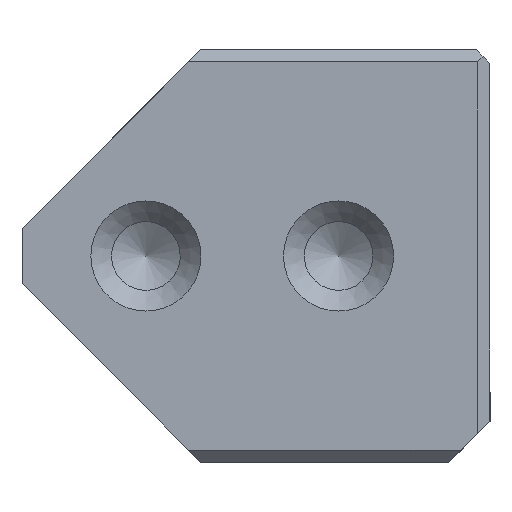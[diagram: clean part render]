
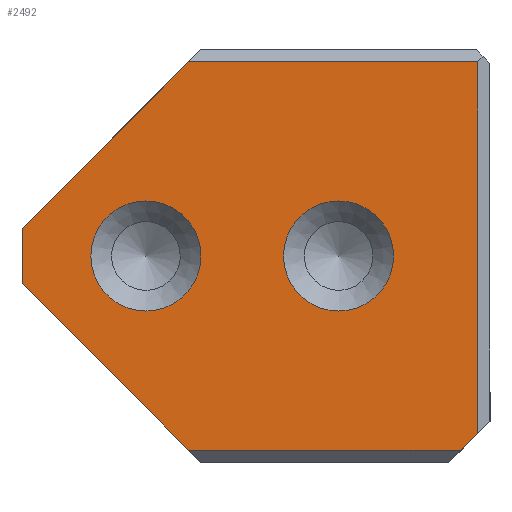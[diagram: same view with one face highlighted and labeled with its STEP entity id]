
A CAD part, left-side view. The second image highlights one B-rep face of the part: STEP entity #2492.
In plain terms, the highlighted planar face has unit normal (-1, 0, 0).
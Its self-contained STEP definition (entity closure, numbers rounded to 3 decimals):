
#2492=ADVANCED_FACE('',(#3501,#3502,#3503),#2909,.T.);
#2909=PLANE('',#9155);
#3162=CIRCLE('',#9153,2.);
#3163=CIRCLE('',#9154,2.);
#3501=FACE_BOUND('',#3814,.T.);
#3502=FACE_BOUND('',#3815,.T.);
#3503=FACE_BOUND('',#3816,.T.);
#3814=EDGE_LOOP('',(#4623));
#3815=EDGE_LOOP('',(#4624));
#3816=EDGE_LOOP('',(#4625,#4626,#4627,#4628,#4629,#4630,#4631));
#4623=ORIENTED_EDGE('',*,*,#7183,.T.);
#4624=ORIENTED_EDGE('',*,*,#7184,.T.);
#4625=ORIENTED_EDGE('',*,*,#7185,.T.);
#4626=ORIENTED_EDGE('',*,*,#7186,.T.);
#4627=ORIENTED_EDGE('',*,*,#7187,.T.);
#4628=ORIENTED_EDGE('',*,*,#7188,.F.);
#4629=ORIENTED_EDGE('',*,*,#7189,.T.);
#4630=ORIENTED_EDGE('',*,*,#7190,.T.);
#4631=ORIENTED_EDGE('',*,*,#7191,.T.);
#6507=VERTEX_POINT('',#11890);
#6508=VERTEX_POINT('',#11892);
#6509=VERTEX_POINT('',#11894);
#6510=VERTEX_POINT('',#11895);
#6511=VERTEX_POINT('',#11897);
#6512=VERTEX_POINT('',#11899);
#6513=VERTEX_POINT('',#11901);
#6514=VERTEX_POINT('',#11903);
#6515=VERTEX_POINT('',#11905);
#7183=EDGE_CURVE('',#6507,#6507,#3162,.T.);
#7184=EDGE_CURVE('',#6508,#6508,#3163,.T.);
#7185=EDGE_CURVE('',#6509,#6510,#8029,.T.);
#7186=EDGE_CURVE('',#6510,#6511,#8030,.T.);
#7187=EDGE_CURVE('',#6511,#6512,#8031,.T.);
#7188=EDGE_CURVE('',#6513,#6512,#8032,.T.);
#7189=EDGE_CURVE('',#6513,#6514,#8033,.T.);
#7190=EDGE_CURVE('',#6514,#6515,#8034,.T.);
#7191=EDGE_CURVE('',#6515,#6509,#8035,.T.);
#8029=LINE('',#11893,#8659);
#8030=LINE('',#11896,#8660);
#8031=LINE('',#11898,#8661);
#8032=LINE('',#11900,#8662);
#8033=LINE('',#11902,#8663);
#8034=LINE('',#11904,#8664);
#8035=LINE('',#11906,#8665);
#8659=VECTOR('',#9799,1.);
#8660=VECTOR('',#9800,1.);
#8661=VECTOR('',#9801,1.);
#8662=VECTOR('',#9802,1.);
#8663=VECTOR('',#9803,1.);
#8664=VECTOR('',#9804,1.);
#8665=VECTOR('',#9805,1.);
#9153=AXIS2_PLACEMENT_3D('',#11889,#9795,#9796);
#9154=AXIS2_PLACEMENT_3D('',#11891,#9797,#9798);
#9155=AXIS2_PLACEMENT_3D('',#11907,#9806,#9807);
#9795=DIRECTION('',(1.,0.,0.));
#9796=DIRECTION('',(0.,0.,-1.));
#9797=DIRECTION('',(1.,0.,0.));
#9798=DIRECTION('',(0.,0.,-1.));
#9799=DIRECTION('',(0.,0.,1.));
#9800=DIRECTION('',(0.,1.,0.));
#9801=DIRECTION('',(0.,0.707,-0.707));
#9802=DIRECTION('',(0.,0.,1.));
#9803=DIRECTION('',(0.,-0.707,-0.707));
#9804=DIRECTION('',(0.,-1.,0.));
#9805=DIRECTION('',(0.,-0.707,0.707));
#9806=DIRECTION('',(-1.,0.,0.));
#9807=DIRECTION('',(0.,0.,-1.));
#11889=CARTESIAN_POINT('',(0.,12.5,7.5));
#11890=CARTESIAN_POINT('',(0.,12.5,5.5));
#11891=CARTESIAN_POINT('',(0.,5.5,7.5));
#11892=CARTESIAN_POINT('',(0.,5.5,5.5));
#11893=CARTESIAN_POINT('',(0.,0.45,0.));
#11894=CARTESIAN_POINT('',(0.,0.45,1.05));
#11895=CARTESIAN_POINT('',(0.,0.45,14.55));
#11896=CARTESIAN_POINT('',(0.,8.5,14.55));
#11897=CARTESIAN_POINT('',(0.,10.95,14.55));
#11898=CARTESIAN_POINT('',(0.,3.858,21.642));
#11899=CARTESIAN_POINT('',(0.,17.,8.5));
#11900=CARTESIAN_POINT('',(0.,17.,0.));
#11901=CARTESIAN_POINT('',(0.,17.,6.5));
#11902=CARTESIAN_POINT('',(0.,18.,7.5));
#11903=CARTESIAN_POINT('',(0.,10.95,0.45));
#11904=CARTESIAN_POINT('',(0.,8.5,0.45));
#11905=CARTESIAN_POINT('',(0.,1.05,0.45));
#11906=CARTESIAN_POINT('',(0.,5.,-3.5));
#11907=CARTESIAN_POINT('',(0.,8.5,0.));
